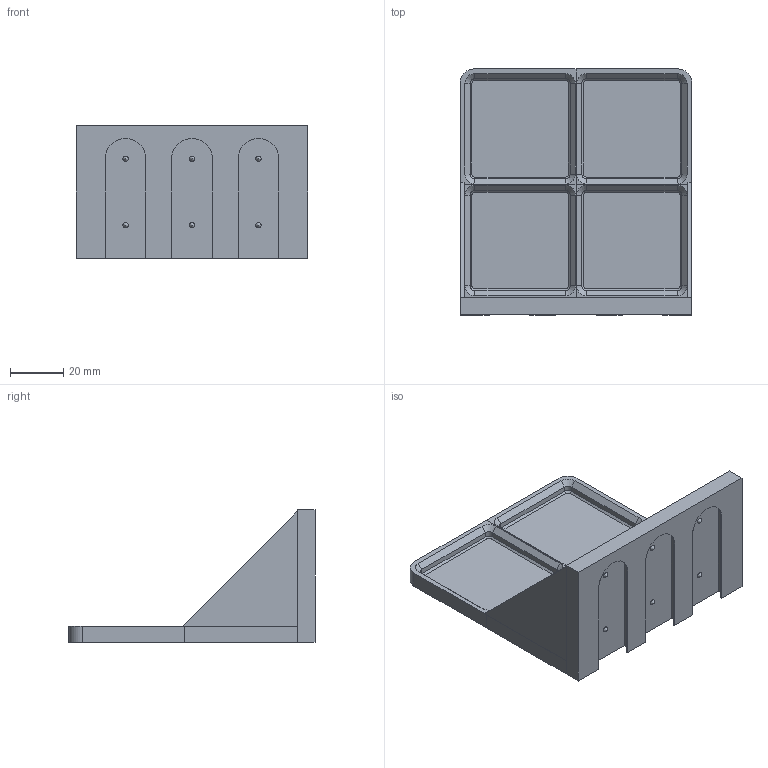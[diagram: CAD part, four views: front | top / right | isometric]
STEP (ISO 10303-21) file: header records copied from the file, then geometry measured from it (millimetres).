
FILE_DESCRIPTION(('HOOPS Exchange Step'),'2;1');
FILE_NAME('temp_export','2024-01-10T23:02:28+01:00',('ddanier'),('Shapr3D Limited'),'HOOPS Exchange 2023.2','Shapr3D','Authorized');
FILE_SCHEMA( ('AUTOMOTIVE_DESIGN { 1 0 10303 214 1 1 1 1 }') );
Length unit declared in the file: millimetre
Products named in the file (1): Gridfinity 2x2 shelve
Bounding box: 87 x 92.5 x 50 mm (x, y, z)
Volume: 39381.8 mm3; surface area: 37772.9 mm2
Topology: 7 solids, 7 shells, 178 faces, 407 edges, 247 vertices
Faces by surface type: plane 113, cone 41, cylinder 24
Entity records: 4884 total; most frequent: DIRECTION 848, CARTESIAN_POINT 827, ORIENTED_EDGE 802, EDGE_CURVE 401, VECTOR 312, LINE 312, AXIS2_PLACEMENT_3D 268, VERTEX_POINT 247
